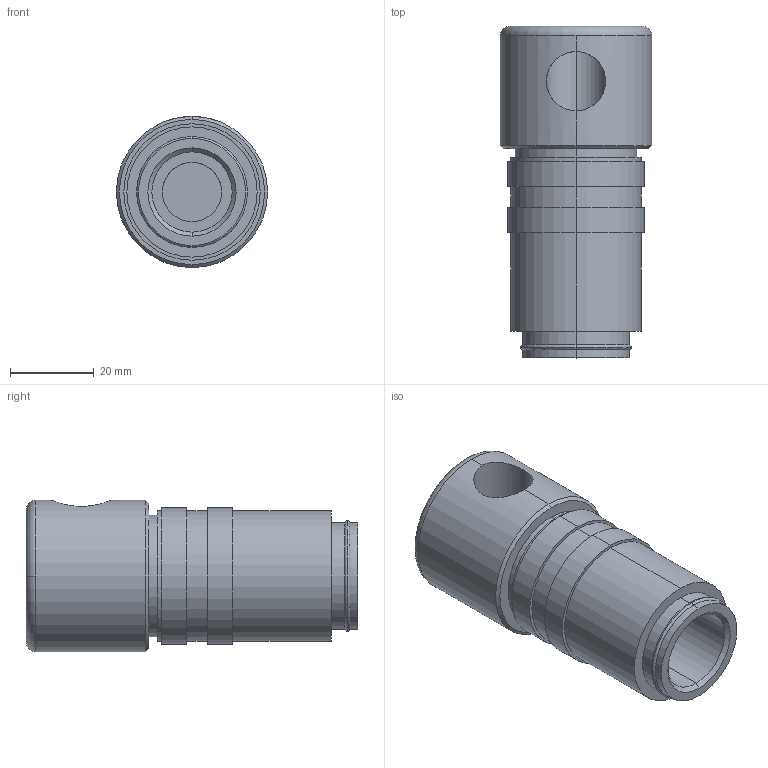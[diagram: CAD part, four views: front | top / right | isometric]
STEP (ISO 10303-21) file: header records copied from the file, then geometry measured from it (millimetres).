
FILE_DESCRIPTION(('STEP AP214'),'1');
FILE_NAME('eshg_14-uab.stp','2020-04-22T06:06:28',('TraceParts'),('TraceParts S.A.'),'Spatial InterOp 3D',' ',' ');
FILE_SCHEMA(('automotive_design'));
Length unit declared in the file: millimetre
Products named in the file (1): 1
Bounding box: 36 x 79 x 36 mm (x, y, z)
Volume: 49304.6 mm3; surface area: 14367.1 mm2
Topology: 1 solids, 1 shells, 45 faces, 99 edges, 63 vertices
Faces by surface type: cylinder 24, plane 11, torus 6, cone 4
Entity records: 1810 total; most frequent: CARTESIAN_POINT 392, DIRECTION 244, ORIENTED_EDGE 198, AXIS2_PLACEMENT_3D 107, EDGE_CURVE 99, VERTEX_POINT 63, CIRCLE 61, EDGE_LOOP 54
